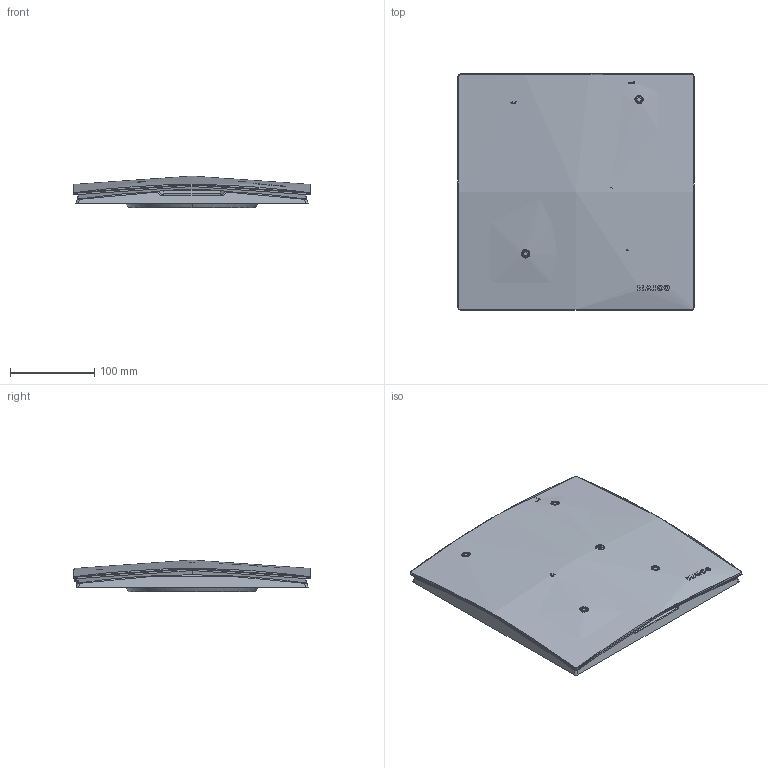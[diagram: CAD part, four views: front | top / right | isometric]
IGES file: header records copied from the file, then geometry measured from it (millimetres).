
Global section: file name: ER-A; native system: AutoCAD 2018 - Deutsch (German); preprocessor: Autodesk Translation Framework DWG producer (atf_dwg_producer); organization: unknown; date: 20190802.083803; units: millimetre
Bounding box: 281 x 281.17 x 37.82 mm (x, y, z)
Volume: 1577002.3 mm3; surface area: 329514.2 mm2
Topology: 1 solids, 10 shells, 445 faces, 1070 edges, 692 vertices
Faces by surface type: bspline 445
